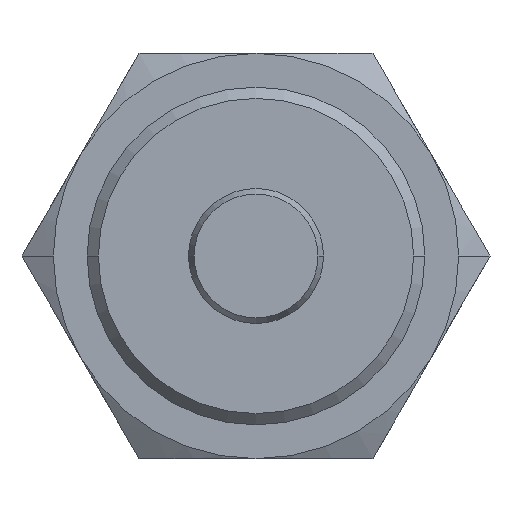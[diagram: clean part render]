
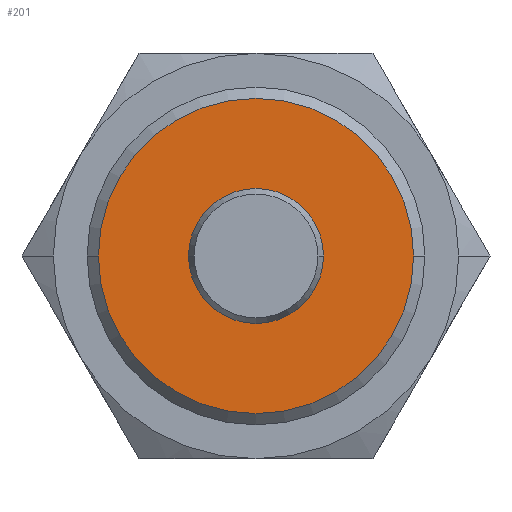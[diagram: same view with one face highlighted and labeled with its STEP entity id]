
A CAD part, front view. The second image highlights one B-rep face of the part: STEP entity #201.
In plain terms, the highlighted planar face has unit normal (0, -1, 0).
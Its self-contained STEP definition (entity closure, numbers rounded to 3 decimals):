
#201=ADVANCED_FACE('',(#331,#332),#333,.T.);
#331=FACE_OUTER_BOUND('',#530,.T.);
#332=FACE_BOUND('',#531,.T.);
#333=PLANE('',#532);
#530=EDGE_LOOP('',(#873,#874));
#531=EDGE_LOOP('',(#875,#876));
#532=AXIS2_PLACEMENT_3D('',#877,#878,#879);
#873=ORIENTED_EDGE('',*,*,#1350,.F.);
#874=ORIENTED_EDGE('',*,*,#1406,.F.);
#875=ORIENTED_EDGE('',*,*,#1355,.T.);
#876=ORIENTED_EDGE('',*,*,#1405,.T.);
#877=CARTESIAN_POINT('',(-9.75,-31.0,0.0));
#878=DIRECTION('',(0.0,-1.0,0.0));
#879=DIRECTION('',(1.0,0.0,0.0));
#1350=EDGE_CURVE('',#1551,#1553,#1554,.T.);
#1355=EDGE_CURVE('',#1557,#1561,#1563,.T.);
#1405=EDGE_CURVE('',#1561,#1557,#1641,.T.);
#1406=EDGE_CURVE('',#1553,#1551,#1642,.T.);
#1551=VERTEX_POINT('',#1863);
#1553=VERTEX_POINT('',#1866);
#1554=CIRCLE('',#1867,14.0);
#1557=VERTEX_POINT('',#1871);
#1561=VERTEX_POINT('',#1876);
#1563=CIRCLE('',#1879,5.5);
#1641=CIRCLE('',#2109,5.5);
#1642=CIRCLE('',#2110,14.0);
#1863=CARTESIAN_POINT('',(-14.0,-31.0,0.0));
#1866=CARTESIAN_POINT('',(14.0,-31.0,0.));
#1867=AXIS2_PLACEMENT_3D('',#2888,#2889,#2890);
#1871=CARTESIAN_POINT('',(-5.5,-31.0,0.0));
#1876=CARTESIAN_POINT('',(5.5,-31.0,0.));
#1879=AXIS2_PLACEMENT_3D('',#2897,#2898,#2899);
#2109=AXIS2_PLACEMENT_3D('',#2991,#2992,#2993);
#2110=AXIS2_PLACEMENT_3D('',#2994,#2995,#2996);
#2888=CARTESIAN_POINT('',(0.0,-31.0,0.0));
#2889=DIRECTION('',(0.0,1.0,0.0));
#2890=DIRECTION('',(-1.0,0.0,0.0));
#2897=CARTESIAN_POINT('',(0.0,-31.0,0.0));
#2898=DIRECTION('',(0.0,1.0,0.0));
#2899=DIRECTION('',(-1.0,0.0,0.0));
#2991=CARTESIAN_POINT('',(0.0,-31.0,0.0));
#2992=DIRECTION('',(0.0,1.0,0.0));
#2993=DIRECTION('',(-1.0,0.0,0.0));
#2994=CARTESIAN_POINT('',(0.0,-31.0,0.0));
#2995=DIRECTION('',(0.0,1.0,0.0));
#2996=DIRECTION('',(-1.0,0.0,0.0));
